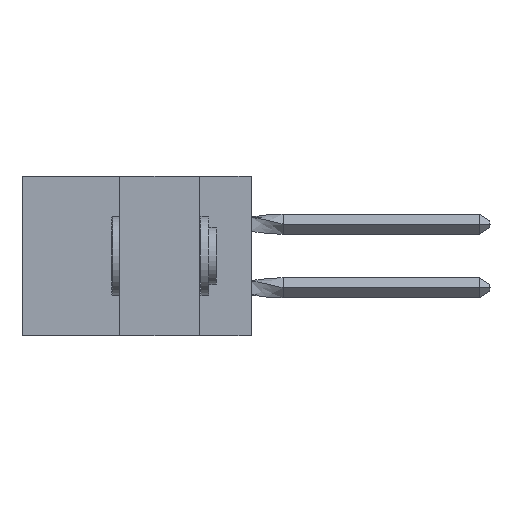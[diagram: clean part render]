
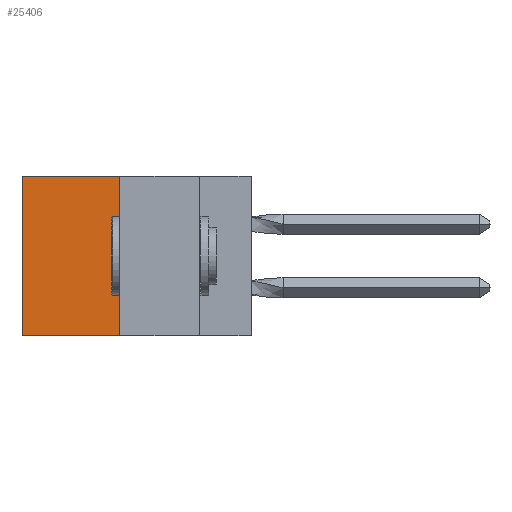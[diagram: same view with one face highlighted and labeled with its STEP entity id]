
A CAD part, left-side view. The second image highlights one B-rep face of the part: STEP entity #25406.
In plain terms, the highlighted planar face has unit normal (-1, 0, 0).
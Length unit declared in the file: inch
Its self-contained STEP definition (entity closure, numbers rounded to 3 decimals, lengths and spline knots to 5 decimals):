
#1177 = ORIENTED_EDGE ( 'NONE', *, *, #31098, .T. ) ;
#2029 = CARTESIAN_POINT ( 'NONE',  ( 0.305, 0.72, -0.5 ) ) ;
#5502 = VECTOR ( 'NONE', #27410, 39.37008 ) ;
#5802 = VERTEX_POINT ( 'NONE', #10910 ) ;
#6640 = VECTOR ( 'NONE', #34078, 39.37008 ) ;
#8746 = LINE ( 'NONE', #11907, #21171 ) ;
#9730 = VERTEX_POINT ( 'NONE', #17051 ) ;
#10806 = EDGE_CURVE ( 'NONE', #34224, #5802, #24535, .T. ) ;
#10910 = CARTESIAN_POINT ( 'NONE',  ( 0.305, 0.72, -0.5 ) ) ;
#11557 = DIRECTION ( 'NONE',  ( 1., 0., 0. ) ) ;
#11907 = CARTESIAN_POINT ( 'NONE',  ( 0.305, 0.413, 0. ) ) ;
#12631 = EDGE_LOOP ( 'NONE', ( #32555, #30385, #15438, #1177 ) ) ;
#12720 = DIRECTION ( 'NONE',  ( 0., 0., -1. ) ) ;
#14078 = PLANE ( 'NONE',  #33890 ) ;
#14308 = DIRECTION ( 'NONE',  ( 0., 0., -1. ) ) ;
#15438 = ORIENTED_EDGE ( 'NONE', *, *, #23152, .F. ) ;
#17051 = CARTESIAN_POINT ( 'NONE',  ( 0.305, 0.413, -0.5 ) ) ;
#21171 = VECTOR ( 'NONE', #30878, 39.37008 ) ;
#21631 = EDGE_CURVE ( 'NONE', #9730, #5802, #32549, .T. ) ;
#21736 = VERTEX_POINT ( 'NONE', #25291 ) ;
#22463 = CARTESIAN_POINT ( 'NONE',  ( 0.305, 0.413, -0.5 ) ) ;
#23152 = EDGE_CURVE ( 'NONE', #21736, #9730, #27641, .T. ) ;
#24535 = LINE ( 'NONE', #2029, #27979 ) ;
#25291 = CARTESIAN_POINT ( 'NONE',  ( 0.305, 0.413, 0. ) ) ;
#25406 = ADVANCED_FACE ( 'NONE', ( #30141 ), #14078, .F. ) ;
#27410 = DIRECTION ( 'NONE',  ( 0., 1., 0. ) ) ;
#27641 = LINE ( 'NONE', #28536, #6640 ) ;
#27644 = CARTESIAN_POINT ( 'NONE',  ( 0.305, 0.413, -0.5 ) ) ;
#27979 = VECTOR ( 'NONE', #12720, 39.37008 ) ;
#28536 = CARTESIAN_POINT ( 'NONE',  ( 0.305, 0.413, -0.5 ) ) ;
#30141 = FACE_OUTER_BOUND ( 'NONE', #12631, .T. ) ;
#30385 = ORIENTED_EDGE ( 'NONE', *, *, #21631, .F. ) ;
#30878 = DIRECTION ( 'NONE',  ( 0., 1., 0. ) ) ;
#31098 = EDGE_CURVE ( 'NONE', #21736, #34224, #8746, .T. ) ;
#32549 = LINE ( 'NONE', #27644, #5502 ) ;
#32555 = ORIENTED_EDGE ( 'NONE', *, *, #10806, .T. ) ;
#33544 = CARTESIAN_POINT ( 'NONE',  ( 0.305, 0.72, 0. ) ) ;
#33890 = AXIS2_PLACEMENT_3D ( 'NONE', #22463, #11557, #14308 ) ;
#34078 = DIRECTION ( 'NONE',  ( 0., 0., -1. ) ) ;
#34224 = VERTEX_POINT ( 'NONE', #33544 ) ;
